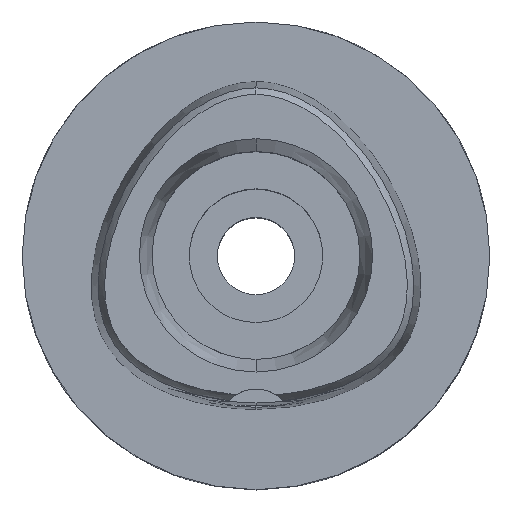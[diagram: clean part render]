
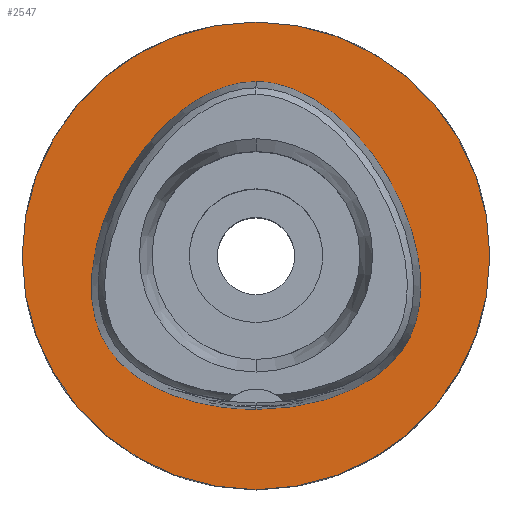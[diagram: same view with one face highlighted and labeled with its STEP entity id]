
A CAD part, top view. The second image highlights one B-rep face of the part: STEP entity #2547.
In plain terms, the highlighted planar face has unit normal (0, 0, 1).
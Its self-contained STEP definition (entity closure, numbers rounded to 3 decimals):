
#82 = CARTESIAN_POINT ( 'NONE',  ( -16.959, -15.678, 0. ) ) ;
#87 = ORIENTED_EDGE ( 'NONE', *, *, #2129, .F. ) ;
#126 = DIRECTION ( 'NONE',  ( 0., 0., -1. ) ) ;
#130 = CARTESIAN_POINT ( 'NONE',  ( -22.057, -6.848, 0. ) ) ;
#238 = CARTESIAN_POINT ( 'NONE',  ( 0., -20.675, 0. ) ) ;
#256 = VERTEX_POINT ( 'NONE', #4543 ) ;
#382 = CARTESIAN_POINT ( 'NONE',  ( 0., 0., 0. ) ) ;
#441 = CARTESIAN_POINT ( 'NONE',  ( 16.959, -15.678, 0. ) ) ;
#486 = CARTESIAN_POINT ( 'NONE',  ( 18.068, 10.432, 0. ) ) ;
#516 = CARTESIAN_POINT ( 'NONE',  ( -2.565, 23.293, 0. ) ) ;
#607 = PLANE ( 'NONE',  #1869 ) ;
#788 = CARTESIAN_POINT ( 'NONE',  ( 2.565, 23.293, 0. ) ) ;
#818 = CARTESIAN_POINT ( 'NONE',  ( 0., 23.475, 0. ) ) ;
#867 = CARTESIAN_POINT ( 'NONE',  ( 22.245, -4.1, 0. ) ) ;
#886 = DIRECTION ( 'NONE',  ( 0., -1., 0. ) ) ;
#922 = EDGE_CURVE ( 'NONE', #2103, #4147, #1855, .T. ) ;
#924 = CARTESIAN_POINT ( 'NONE',  ( 0., 23.475, 0. ) ) ;
#925 = CARTESIAN_POINT ( 'NONE',  ( -0.855, 23.475, 0. ) ) ;
#938 = ORIENTED_EDGE ( 'NONE', *, *, #2573, .F. ) ;
#1178 = DIRECTION ( 'NONE',  ( 0., 1., 0. ) ) ;
#1181 = CARTESIAN_POINT ( 'NONE',  ( 21.978, -0.281, 0. ) ) ;
#1257 = CARTESIAN_POINT ( 'NONE',  ( -10.746, 19.174, 0. ) ) ;
#1391 = CIRCLE ( 'NONE', #2839, 31.5 ) ;
#1578 = CARTESIAN_POINT ( 'NONE',  ( -18.068, 10.432, 0. ) ) ;
#1598 = CARTESIAN_POINT ( 'NONE',  ( 6.341, -20.298, 0. ) ) ;
#1599 = CARTESIAN_POINT ( 'NONE',  ( -18.568, -14.169, 0. ) ) ;
#1621 = EDGE_LOOP ( 'NONE', ( #1827, #938 ) ) ;
#1625 = CARTESIAN_POINT ( 'NONE',  ( -14.673, -17.214, 0. ) ) ;
#1676 = CARTESIAN_POINT ( 'NONE',  ( 0.855, 23.475, 0. ) ) ;
#1677 = CARTESIAN_POINT ( 'NONE',  ( -20.932, -10.604, 0. ) ) ;
#1827 = ORIENTED_EDGE ( 'NONE', *, *, #1873, .F. ) ;
#1855 = B_SPLINE_CURVE_WITH_KNOTS ( 'NONE', 3,
 ( #818, #925, #516, #3629, #2078, #1257, #2838, #1578, #2761, #2059, #3608, #130, #2004, #1677, #3226, #3557, #1599, #82, #1625, #3143, #3176, #3119, #4715 ),
 .UNSPECIFIED., .F., .F.,
 ( 4, 1, 1, 1, 1, 1, 1, 1, 1, 1, 1, 1, 1, 1, 1, 1, 1, 1, 1, 1, 4 ),
 ( 0., 0.042, 0.083, 0.125, 0.167, 0.25, 0.333, 0.417, 0.5, 0.542, 0.583, 0.625, 0.646, 0.667, 0.688, 0.708, 0.75, 0.792, 0.833, 0.917, 1. ),
 .UNSPECIFIED. ) ;
#1869 = AXIS2_PLACEMENT_3D ( 'NONE', #2073, #126, #3270 ) ;
#1873 = EDGE_CURVE ( 'NONE', #2540, #256, #1391, .T. ) ;
#1982 = CARTESIAN_POINT ( 'NONE',  ( 14.673, -17.214, 0. ) ) ;
#2003 = CARTESIAN_POINT ( 'NONE',  ( 0., 23.475, 0. ) ) ;
#2004 = CARTESIAN_POINT ( 'NONE',  ( -21.555, -8.996, 0. ) ) ;
#2059 = CARTESIAN_POINT ( 'NONE',  ( -21.978, -0.281, 0. ) ) ;
#2073 = CARTESIAN_POINT ( 'NONE',  ( 0., 0., 0. ) ) ;
#2078 = CARTESIAN_POINT ( 'NONE',  ( -7.571, 21.315, 0. ) ) ;
#2098 = FACE_BOUND ( 'NONE', #2118, .T. ) ;
#2103 = VERTEX_POINT ( 'NONE', #2003 ) ;
#2118 = EDGE_LOOP ( 'NONE', ( #3649, #87 ) ) ;
#2129 = EDGE_CURVE ( 'NONE', #4147, #2103, #2457, .T. ) ;
#2149 = CARTESIAN_POINT ( 'NONE',  ( 0., 0., 0. ) ) ;
#2302 = CARTESIAN_POINT ( 'NONE',  ( 14.408, 15.641, 0. ) ) ;
#2457 = B_SPLINE_CURVE_WITH_KNOTS ( 'NONE', 3,
 ( #3201, #3916, #1598, #4737, #1982, #441, #3554, #3141, #2786, #4336, #4682, #2758, #867, #1181, #3096, #486, #2302, #4637, #2707, #4259, #788, #1676, #924 ),
 .UNSPECIFIED., .F., .F.,
 ( 4, 1, 1, 1, 1, 1, 1, 1, 1, 1, 1, 1, 1, 1, 1, 1, 1, 1, 1, 1, 4 ),
 ( 0., 0.083, 0.167, 0.208, 0.25, 0.292, 0.313, 0.333, 0.354, 0.375, 0.417, 0.458, 0.5, 0.583, 0.667, 0.75, 0.833, 0.875, 0.917, 0.958, 1. ),
 .UNSPECIFIED. ) ;
#2540 = VERTEX_POINT ( 'NONE', #3110 ) ;
#2547 = ADVANCED_FACE ( 'NONE', ( #4655, #2098 ), #607, .F. ) ;
#2573 = EDGE_CURVE ( 'NONE', #256, #2540, #4381, .T. ) ;
#2707 = CARTESIAN_POINT ( 'NONE',  ( 7.571, 21.315, 0. ) ) ;
#2758 = CARTESIAN_POINT ( 'NONE',  ( 22.057, -6.848, 0. ) ) ;
#2761 = CARTESIAN_POINT ( 'NONE',  ( -20.749, 4.657, 0. ) ) ;
#2786 = CARTESIAN_POINT ( 'NONE',  ( 20.35, -11.749, 0. ) ) ;
#2838 = CARTESIAN_POINT ( 'NONE',  ( -14.408, 15.641, 0. ) ) ;
#2839 = AXIS2_PLACEMENT_3D ( 'NONE', #382, #3854, #1178 ) ;
#3096 = CARTESIAN_POINT ( 'NONE',  ( 20.749, 4.657, 0. ) ) ;
#3110 = CARTESIAN_POINT ( 'NONE',  ( 0., 31.5, 0. ) ) ;
#3119 = CARTESIAN_POINT ( 'NONE',  ( -2.114, -20.675, 0. ) ) ;
#3141 = CARTESIAN_POINT ( 'NONE',  ( 19.649, -12.825, 0. ) ) ;
#3143 = CARTESIAN_POINT ( 'NONE',  ( -11.233, -18.893, 0. ) ) ;
#3176 = CARTESIAN_POINT ( 'NONE',  ( -6.341, -20.298, 0. ) ) ;
#3201 = CARTESIAN_POINT ( 'NONE',  ( 0., -20.675, 0. ) ) ;
#3226 = CARTESIAN_POINT ( 'NONE',  ( -20.35, -11.749, 0. ) ) ;
#3270 = DIRECTION ( 'NONE',  ( 0., -1., 0. ) ) ;
#3554 = CARTESIAN_POINT ( 'NONE',  ( 18.568, -14.169, 0. ) ) ;
#3557 = CARTESIAN_POINT ( 'NONE',  ( -19.649, -12.825, 0. ) ) ;
#3608 = CARTESIAN_POINT ( 'NONE',  ( -22.245, -4.1, 0. ) ) ;
#3622 = DIRECTION ( 'NONE',  ( 0., 0., -1. ) ) ;
#3629 = CARTESIAN_POINT ( 'NONE',  ( -5.098, 22.526, 0. ) ) ;
#3649 = ORIENTED_EDGE ( 'NONE', *, *, #922, .F. ) ;
#3854 = DIRECTION ( 'NONE',  ( 0., 0., -1. ) ) ;
#3916 = CARTESIAN_POINT ( 'NONE',  ( 2.114, -20.675, 0. ) ) ;
#3977 = AXIS2_PLACEMENT_3D ( 'NONE', #2149, #3622, #886 ) ;
#4147 = VERTEX_POINT ( 'NONE', #238 ) ;
#4259 = CARTESIAN_POINT ( 'NONE',  ( 5.098, 22.526, 0. ) ) ;
#4336 = CARTESIAN_POINT ( 'NONE',  ( 20.932, -10.604, 0. ) ) ;
#4381 = CIRCLE ( 'NONE', #3977, 31.5 ) ;
#4543 = CARTESIAN_POINT ( 'NONE',  ( 0., -31.5, 0. ) ) ;
#4637 = CARTESIAN_POINT ( 'NONE',  ( 10.746, 19.174, 0. ) ) ;
#4655 = FACE_OUTER_BOUND ( 'NONE', #1621, .T. ) ;
#4682 = CARTESIAN_POINT ( 'NONE',  ( 21.555, -8.996, 0. ) ) ;
#4715 = CARTESIAN_POINT ( 'NONE',  ( 0., -20.675, 0. ) ) ;
#4737 = CARTESIAN_POINT ( 'NONE',  ( 11.233, -18.893, 0. ) ) ;
